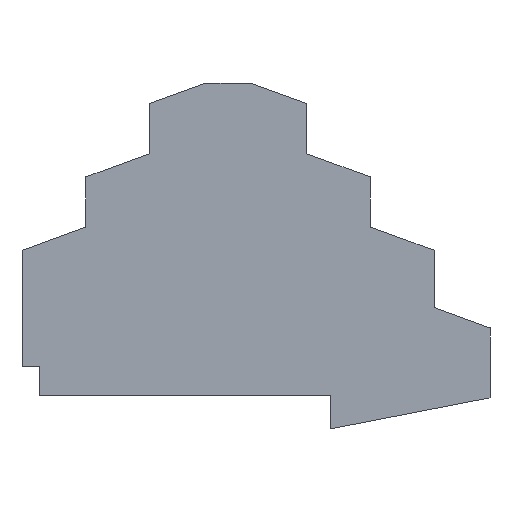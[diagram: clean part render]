
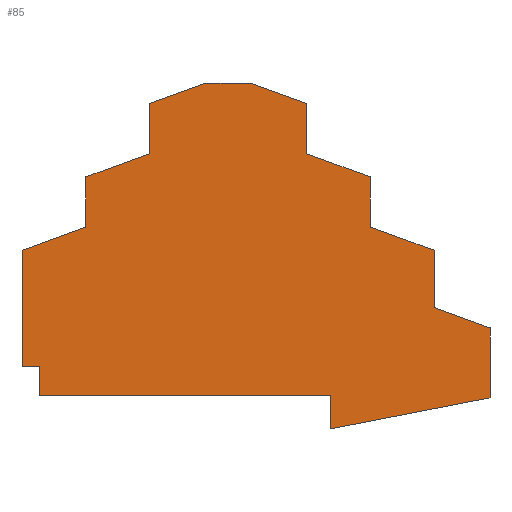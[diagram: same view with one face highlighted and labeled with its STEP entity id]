
A CAD part, left-side view. The second image highlights one B-rep face of the part: STEP entity #85.
In plain terms, the highlighted planar face has unit normal (-1, 0, 0).
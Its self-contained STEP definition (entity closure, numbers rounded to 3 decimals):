
#85=ADVANCED_FACE('',(#166),#167,.T.);
#166=FACE_OUTER_BOUND('',#240,.T.);
#167=PLANE('',#241);
#240=EDGE_LOOP('',(#403,#404,#405,#406,#407,#408,#409,#410,#411,#412,#413,#414,#415,#416,#417,#418,#419,#420,#421,#422));
#241=AXIS2_PLACEMENT_3D('',#423,#424,#425);
#403=ORIENTED_EDGE('',*,*,#463,.F.);
#404=ORIENTED_EDGE('',*,*,#480,.F.);
#405=ORIENTED_EDGE('',*,*,#535,.F.);
#406=ORIENTED_EDGE('',*,*,#530,.F.);
#407=ORIENTED_EDGE('',*,*,#527,.F.);
#408=ORIENTED_EDGE('',*,*,#522,.F.);
#409=ORIENTED_EDGE('',*,*,#519,.F.);
#410=ORIENTED_EDGE('',*,*,#514,.F.);
#411=ORIENTED_EDGE('',*,*,#510,.T.);
#412=ORIENTED_EDGE('',*,*,#506,.F.);
#413=ORIENTED_EDGE('',*,*,#503,.F.);
#414=ORIENTED_EDGE('',*,*,#499,.T.);
#415=ORIENTED_EDGE('',*,*,#494,.F.);
#416=ORIENTED_EDGE('',*,*,#491,.T.);
#417=ORIENTED_EDGE('',*,*,#486,.F.);
#418=ORIENTED_EDGE('',*,*,#482,.T.);
#419=ORIENTED_EDGE('',*,*,#470,.F.);
#420=ORIENTED_EDGE('',*,*,#467,.F.);
#421=ORIENTED_EDGE('',*,*,#476,.F.);
#422=ORIENTED_EDGE('',*,*,#537,.F.);
#423=CARTESIAN_POINT('',(0.,97.187,17.366));
#424=DIRECTION('',(-1.0,0.,0.));
#425=DIRECTION('',(0.,0.,-1.0));
#463=EDGE_CURVE('',#548,#544,#550,.T.);
#467=EDGE_CURVE('',#555,#557,#558,.T.);
#470=EDGE_CURVE('',#557,#561,#562,.T.);
#476=EDGE_CURVE('',#569,#555,#571,.T.);
#480=EDGE_CURVE('',#575,#548,#577,.T.);
#482=EDGE_CURVE('',#579,#561,#580,.T.);
#486=EDGE_CURVE('',#579,#585,#586,.T.);
#491=EDGE_CURVE('',#593,#585,#594,.T.);
#494=EDGE_CURVE('',#593,#597,#598,.T.);
#499=EDGE_CURVE('',#605,#597,#606,.T.);
#503=EDGE_CURVE('',#605,#611,#612,.T.);
#506=EDGE_CURVE('',#611,#615,#616,.T.);
#510=EDGE_CURVE('',#621,#615,#622,.T.);
#514=EDGE_CURVE('',#621,#627,#628,.T.);
#519=EDGE_CURVE('',#627,#635,#636,.T.);
#522=EDGE_CURVE('',#635,#639,#640,.T.);
#527=EDGE_CURVE('',#639,#647,#648,.T.);
#530=EDGE_CURVE('',#647,#651,#652,.T.);
#535=EDGE_CURVE('',#651,#575,#658,.T.);
#537=EDGE_CURVE('',#544,#569,#660,.T.);
#544=VERTEX_POINT('',#667);
#548=VERTEX_POINT('',#673);
#550=LINE('',#676,#677);
#555=VERTEX_POINT('',#683);
#557=VERTEX_POINT('',#686);
#558=LINE('',#687,#688);
#561=VERTEX_POINT('',#692);
#562=LINE('',#693,#694);
#569=VERTEX_POINT('',#704);
#571=LINE('',#707,#708);
#575=VERTEX_POINT('',#713);
#577=LINE('',#716,#717);
#579=VERTEX_POINT('',#719);
#580=LINE('',#720,#721);
#585=VERTEX_POINT('',#728);
#586=LINE('',#729,#730);
#593=VERTEX_POINT('',#740);
#594=LINE('',#741,#742);
#597=VERTEX_POINT('',#746);
#598=LINE('',#747,#748);
#605=VERTEX_POINT('',#758);
#606=LINE('',#759,#760);
#611=VERTEX_POINT('',#767);
#612=LINE('',#768,#769);
#615=VERTEX_POINT('',#773);
#616=LINE('',#774,#775);
#621=VERTEX_POINT('',#782);
#622=LINE('',#783,#784);
#627=VERTEX_POINT('',#791);
#628=LINE('',#792,#793);
#635=VERTEX_POINT('',#803);
#636=LINE('',#804,#805);
#639=VERTEX_POINT('',#809);
#640=LINE('',#810,#811);
#647=VERTEX_POINT('',#821);
#648=LINE('',#822,#823);
#651=VERTEX_POINT('',#827);
#652=LINE('',#828,#829);
#658=LINE('',#838,#839);
#660=LINE('',#841,#842);
#667=CARTESIAN_POINT('',(0.,33.494,0.));
#673=CARTESIAN_POINT('',(0.,0.0,6.511));
#676=CARTESIAN_POINT('',(0.,62.64,-5.665));
#677=VECTOR('',#851,1.0);
#683=CARTESIAN_POINT('',(0.,94.594,7.002));
#686=CARTESIAN_POINT('',(0.,94.594,13.102));
#687=CARTESIAN_POINT('',(0.,94.594,67.421));
#688=VECTOR('',#854,1.0);
#692=CARTESIAN_POINT('',(0.,98.2,13.102));
#693=CARTESIAN_POINT('',(0.,62.64,13.102));
#694=VECTOR('',#856,1.0);
#704=CARTESIAN_POINT('',(0.,33.494,7.002));
#707=CARTESIAN_POINT('',(0.,62.64,7.002));
#708=VECTOR('',#861,1.0);
#713=CARTESIAN_POINT('',(0.,0.0,21.194));
#716=CARTESIAN_POINT('',(0.,0.0,67.421));
#717=VECTOR('',#864,1.0);
#719=CARTESIAN_POINT('',(0.,98.2,37.468));
#720=CARTESIAN_POINT('',(0.,98.2,67.421));
#721=VECTOR('',#865,1.0);
#728=CARTESIAN_POINT('',(0.,84.8,42.345));
#729=CARTESIAN_POINT('',(0.,62.64,50.41));
#730=VECTOR('',#868,1.0);
#740=CARTESIAN_POINT('',(0.,84.8,52.868));
#741=CARTESIAN_POINT('',(0.,84.8,67.421));
#742=VECTOR('',#872,1.0);
#746=CARTESIAN_POINT('',(0.,71.4,57.745));
#747=CARTESIAN_POINT('',(0.,62.64,60.933));
#748=VECTOR('',#874,1.0);
#758=CARTESIAN_POINT('',(0.,71.4,68.273));
#759=CARTESIAN_POINT('',(0.,71.4,67.421));
#760=VECTOR('',#878,1.0);
#767=CARTESIAN_POINT('',(0.,59.637,72.555));
#768=CARTESIAN_POINT('',(0.,62.64,71.462));
#769=VECTOR('',#881,1.0);
#773=CARTESIAN_POINT('',(0.,50.263,72.555));
#774=CARTESIAN_POINT('',(0.,62.64,72.555));
#775=VECTOR('',#883,1.0);
#782=CARTESIAN_POINT('',(0.,38.5,68.273));
#783=CARTESIAN_POINT('',(0.,62.64,77.059));
#784=VECTOR('',#886,1.);
#791=CARTESIAN_POINT('',(0.,38.5,57.745));
#792=CARTESIAN_POINT('',(0.,38.5,67.421));
#793=VECTOR('',#889,1.0);
#803=CARTESIAN_POINT('',(0.,25.1,52.867));
#804=CARTESIAN_POINT('',(0.,62.64,66.531));
#805=VECTOR('',#893,1.0);
#809=CARTESIAN_POINT('',(0.,25.1,42.345));
#810=CARTESIAN_POINT('',(0.,25.1,67.421));
#811=VECTOR('',#895,1.0);
#821=CARTESIAN_POINT('',(0.,11.7,37.468));
#822=CARTESIAN_POINT('',(0.,62.64,56.008));
#823=VECTOR('',#899,1.0);
#827=CARTESIAN_POINT('',(0.,11.7,25.452));
#828=CARTESIAN_POINT('',(0.,11.7,67.421));
#829=VECTOR('',#901,1.0);
#838=CARTESIAN_POINT('',(0.,62.64,43.993));
#839=VECTOR('',#905,1.0);
#841=CARTESIAN_POINT('',(0.,33.494,67.421));
#842=VECTOR('',#906,1.0);
#851=DIRECTION('',(0.,0.982,-0.191));
#854=DIRECTION('',(0.,0.,1.0));
#856=DIRECTION('',(0.,1.0,0.));
#861=DIRECTION('',(0.,1.0,0.));
#864=DIRECTION('',(0.,0.,-1.0));
#865=DIRECTION('',(0.,0.,-1.0));
#868=DIRECTION('',(0.,-0.94,0.342));
#872=DIRECTION('',(0.,0.,-1.0));
#874=DIRECTION('',(0.,-0.94,0.342));
#878=DIRECTION('',(0.,0.,-1.0));
#881=DIRECTION('',(0.,-0.94,0.342));
#883=DIRECTION('',(0.,-1.0,0.));
#886=DIRECTION('',(0.,0.94,0.342));
#889=DIRECTION('',(0.,0.,-1.0));
#893=DIRECTION('',(0.,-0.94,-0.342));
#895=DIRECTION('',(0.,0.,-1.0));
#899=DIRECTION('',(0.,-0.94,-0.342));
#901=DIRECTION('',(0.,0.,-1.0));
#905=DIRECTION('',(0.,-0.94,-0.342));
#906=DIRECTION('',(0.,0.,1.0));
